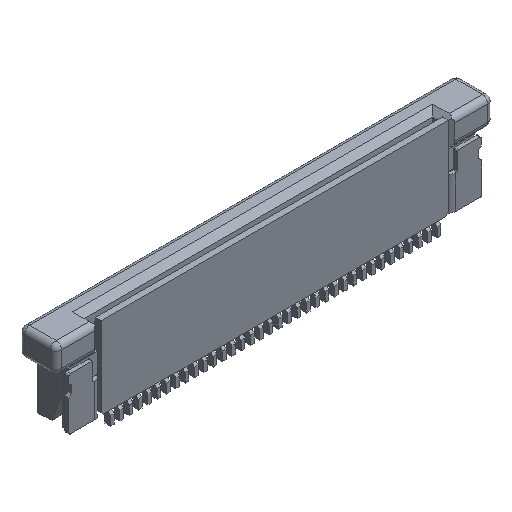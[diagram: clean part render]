
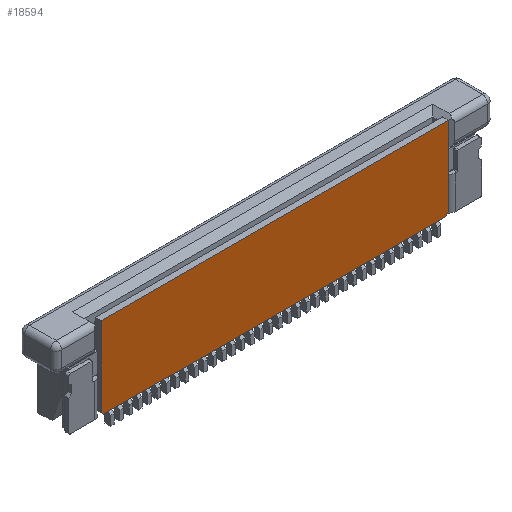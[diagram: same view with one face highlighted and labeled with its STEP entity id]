
A CAD part, isometric view. The second image highlights one B-rep face of the part: STEP entity #18594.
In plain terms, the highlighted planar face has unit normal (0, -1, 0).
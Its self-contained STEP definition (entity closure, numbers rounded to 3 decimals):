
#544=DIRECTION('',(1.,0.,0.));
#545=VECTOR('',#544,18.3);
#546=CARTESIAN_POINT('',(-9.15,-1.,-4.4));
#547=LINE('',#546,#545);
#1810=DIRECTION('',(0.,0.,-1.));
#1811=VECTOR('',#1810,4.26);
#1812=CARTESIAN_POINT('',(9.3,-1.,0.01));
#1813=LINE('',#1812,#1811);
#6770=DIRECTION('',(0.707,0.,-0.707));
#6771=VECTOR('',#6770,0.212);
#6772=CARTESIAN_POINT('',(-9.3,-1.,-4.25));
#6773=LINE('',#6772,#6771);
#6774=DIRECTION('',(0.,0.,-1.));
#6775=VECTOR('',#6774,4.26);
#6776=CARTESIAN_POINT('',(-9.3,-1.,0.01));
#6777=LINE('',#6776,#6775);
#6778=DIRECTION('',(1.,0.,0.));
#6779=VECTOR('',#6778,18.6);
#6780=CARTESIAN_POINT('',(-9.3,-1.,0.01));
#6781=LINE('',#6780,#6779);
#6782=DIRECTION('',(0.707,0.,0.707));
#6783=VECTOR('',#6782,0.212);
#6784=CARTESIAN_POINT('',(9.15,-1.,-4.4));
#6785=LINE('',#6784,#6783);
#7340=CARTESIAN_POINT('',(-9.3,-1.,0.01));
#7341=CARTESIAN_POINT('',(9.3,-1.,0.01));
#7342=VERTEX_POINT('',#7340);
#7343=VERTEX_POINT('',#7341);
#7382=CARTESIAN_POINT('',(-9.3,-1.,-4.25));
#7383=VERTEX_POINT('',#7382);
#7384=CARTESIAN_POINT('',(-9.15,-1.,-4.4));
#7385=VERTEX_POINT('',#7384);
#7386=CARTESIAN_POINT('',(9.15,-1.,-4.4));
#7387=CARTESIAN_POINT('',(9.3,-1.,-4.25));
#7388=VERTEX_POINT('',#7386);
#7389=VERTEX_POINT('',#7387);
#18580=CARTESIAN_POINT('',(9.15,-1.,-4.4));
#18581=DIRECTION('',(0.,-1.,0.));
#18582=DIRECTION('',(-1.,0.,0.));
#18583=AXIS2_PLACEMENT_3D('',#18580,#18581,#18582);
#18584=PLANE('',#18583);
#18585=ORIENTED_EDGE('',*,*,#10145,.F.);
#18586=ORIENTED_EDGE('',*,*,#10168,.F.);
#18587=ORIENTED_EDGE('',*,*,#18574,.T.);
#18588=ORIENTED_EDGE('',*,*,#10884,.T.);
#18590=ORIENTED_EDGE('',*,*,#18589,.F.);
#18591=ORIENTED_EDGE('',*,*,#9693,.F.);
#18592=EDGE_LOOP('',(#18585,#18586,#18587,#18588,#18590,#18591));
#18593=FACE_OUTER_BOUND('',#18592,.F.);
#9693=EDGE_CURVE('',#7385,#7388,#547,.T.);
#10145=EDGE_CURVE('',#7383,#7385,#6773,.T.);
#10168=EDGE_CURVE('',#7342,#7383,#6777,.T.);
#10884=EDGE_CURVE('',#7343,#7389,#1813,.T.);
#18574=EDGE_CURVE('',#7342,#7343,#6781,.T.);
#18589=EDGE_CURVE('',#7388,#7389,#6785,.T.);
#18594=ADVANCED_FACE('',(#18593),#18584,.T.);
